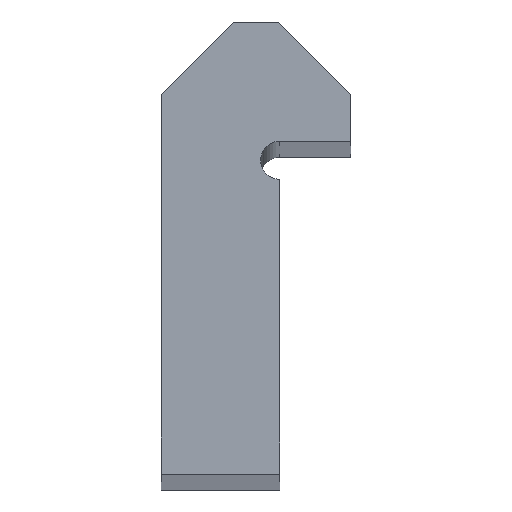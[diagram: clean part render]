
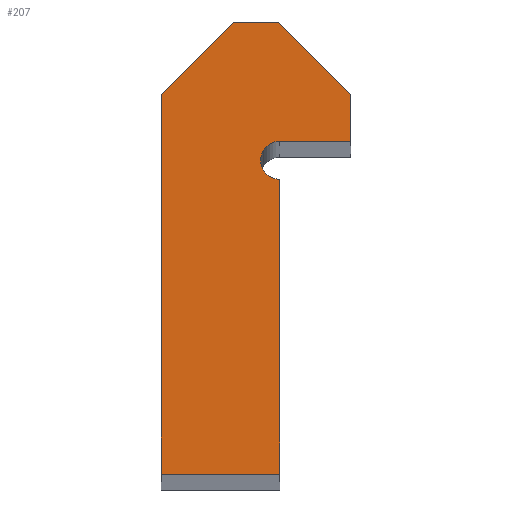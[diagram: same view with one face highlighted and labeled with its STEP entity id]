
A CAD part, top view. The second image highlights one B-rep face of the part: STEP entity #207.
In plain terms, the highlighted planar face has unit normal (0, 0, 1).
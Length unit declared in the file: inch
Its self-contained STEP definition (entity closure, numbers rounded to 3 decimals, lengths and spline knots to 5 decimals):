
#19=CIRCLE('',#222,0.025);
#26=FACE_OUTER_BOUND('',#37,.T.);
#37=EDGE_LOOP('',(#166,#167,#168,#169,#170,#171,#172,#173,#174));
#42=LINE('',#284,#67);
#46=LINE('',#293,#71);
#50=LINE('',#301,#75);
#58=LINE('',#318,#83);
#60=LINE('',#322,#85);
#62=LINE('',#328,#87);
#63=LINE('',#329,#88);
#64=LINE('',#330,#89);
#67=VECTOR('',#231,0.5);
#71=VECTOR('',#237,0.06);
#75=VECTOR('',#243,0.13435);
#83=VECTOR('',#257,0.156);
#85=VECTOR('',#261,0.388);
#87=VECTOR('',#267,0.094);
#88=VECTOR('',#268,0.062);
#89=VECTOR('',#269,0.13435);
#92=VERTEX_POINT('',#282);
#93=VERTEX_POINT('',#283);
#96=VERTEX_POINT('',#291);
#97=VERTEX_POINT('',#292);
#100=VERTEX_POINT('',#300);
#106=VERTEX_POINT('',#317);
#107=VERTEX_POINT('',#321);
#108=VERTEX_POINT('',#325);
#109=VERTEX_POINT('',#327);
#110=EDGE_CURVE('',#92,#93,#42,.T.);
#114=EDGE_CURVE('',#96,#97,#46,.T.);
#118=EDGE_CURVE('',#100,#96,#50,.T.);
#127=EDGE_CURVE('',#93,#106,#58,.T.);
#129=EDGE_CURVE('',#106,#107,#60,.T.);
#131=EDGE_CURVE('',#108,#107,#19,.T.);
#132=EDGE_CURVE('',#108,#109,#62,.T.);
#133=EDGE_CURVE('',#109,#100,#63,.T.);
#134=EDGE_CURVE('',#97,#92,#64,.T.);
#166=ORIENTED_EDGE('',*,*,#110,.T.);
#167=ORIENTED_EDGE('',*,*,#127,.T.);
#168=ORIENTED_EDGE('',*,*,#129,.T.);
#169=ORIENTED_EDGE('',*,*,#131,.F.);
#170=ORIENTED_EDGE('',*,*,#132,.T.);
#171=ORIENTED_EDGE('',*,*,#133,.T.);
#172=ORIENTED_EDGE('',*,*,#118,.T.);
#173=ORIENTED_EDGE('',*,*,#114,.T.);
#174=ORIENTED_EDGE('',*,*,#134,.T.);
#197=PLANE('',#221);
#207=ADVANCED_FACE('',(#26),#197,.T.);
#221=AXIS2_PLACEMENT_3D('',#324,#263,#264);
#222=AXIS2_PLACEMENT_3D('',#326,#265,#266);
#231=DIRECTION('',(0.,-1.,0.));
#237=DIRECTION('',(-1.,0.,0.));
#243=DIRECTION('',(-0.707,0.707,0.));
#257=DIRECTION('',(1.,0.,0.));
#261=DIRECTION('',(0.,1.,0.));
#263=DIRECTION('center_axis',(0.,0.,1.));
#264=DIRECTION('ref_axis',(1.,0.,0.));
#265=DIRECTION('center_axis',(0.,0.,1.));
#266=DIRECTION('ref_axis',(1.,0.,0.));
#267=DIRECTION('',(1.,0.,0.));
#268=DIRECTION('',(0.,1.,0.));
#269=DIRECTION('',(-0.707,-0.707,0.));
#282=CARTESIAN_POINT('',(0.,0.5,0.));
#283=CARTESIAN_POINT('',(0.,0.,0.));
#284=CARTESIAN_POINT('',(0.,0.5,0.));
#291=CARTESIAN_POINT('',(0.155,0.595,0.));
#292=CARTESIAN_POINT('',(0.095,0.595,0.));
#293=CARTESIAN_POINT('',(0.155,0.595,0.));
#300=CARTESIAN_POINT('',(0.25,0.5,0.));
#301=CARTESIAN_POINT('',(0.25,0.5,0.));
#317=CARTESIAN_POINT('',(0.156,0.,0.));
#318=CARTESIAN_POINT('',(0.,0.,0.));
#321=CARTESIAN_POINT('',(0.156,0.388,0.));
#322=CARTESIAN_POINT('',(0.156,0.,0.));
#324=CARTESIAN_POINT('Origin',(0.156,0.413,0.));
#325=CARTESIAN_POINT('',(0.156,0.438,0.));
#326=CARTESIAN_POINT('Origin',(0.156,0.413,0.));
#327=CARTESIAN_POINT('',(0.25,0.438,0.));
#328=CARTESIAN_POINT('',(0.156,0.438,0.));
#329=CARTESIAN_POINT('',(0.25,0.438,0.));
#330=CARTESIAN_POINT('',(0.095,0.595,0.));
